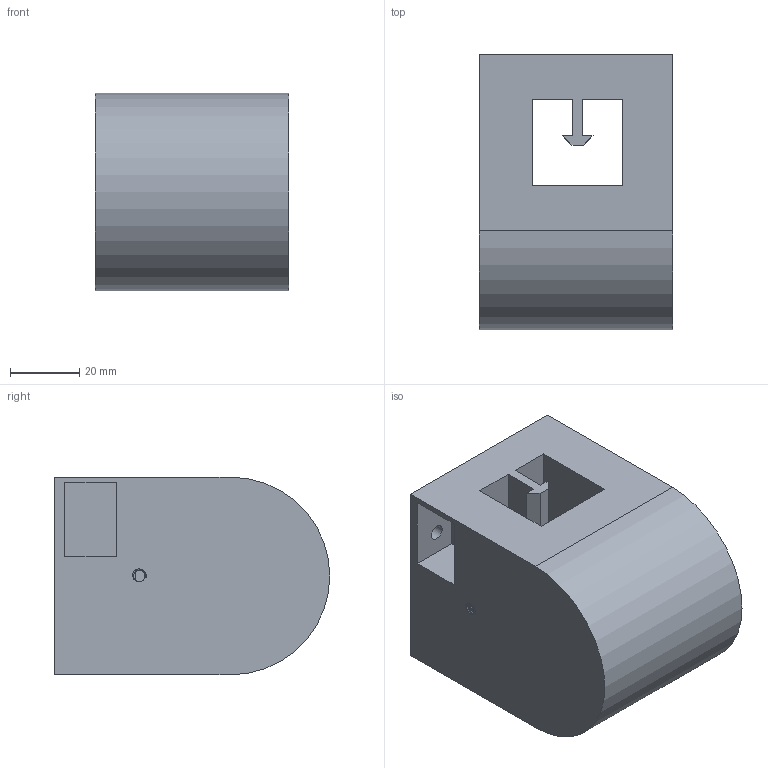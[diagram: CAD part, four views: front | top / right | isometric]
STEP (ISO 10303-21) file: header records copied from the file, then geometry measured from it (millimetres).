
FILE_DESCRIPTION(/* description */ (''),/* implementation_level */ '2;1');
FILE_NAME(/* name */ 'New Spur to Rack Connector v22.step',/* time_stamp */ '2024-05-28T21:34:01+01:00',/* author */ (''),/* organization */ (''),/* preprocessor_version */ 'ST-DEVELOPER v20',/* originating_system */ 'Autodesk Translation Framework v12.20.1.177',/* authorisation */ '');
FILE_SCHEMA (('AUTOMOTIVE_DESIGN { 1 0 10303 214 3 1 1 }'));
Length unit declared in the file: millimetre
Products named in the file (1): New Spur to Rack Connector
Bounding box: 56 x 79.55 x 57 mm (x, y, z)
Volume: 128116.7 mm3; surface area: 39848.7 mm2
Topology: 1 solids, 1 shells, 838 faces, 2368 edges, 1536 vertices
Faces by surface type: bspline 516, cylinder 226, plane 96
Full cylindrical faces by diameter (mm): 3.332 x20, 4.109 x12, 4.3 x4, 8 x2
Entity records: 40167 total; most frequent: CARTESIAN_POINT 21650, ORIENTED_EDGE 4736, EDGE_CURVE 2368, DIRECTION 2340, VERTEX_POINT 1536, LINE 1132, VECTOR 1132, B_SPLINE_CURVE_WITH_KNOTS 955
